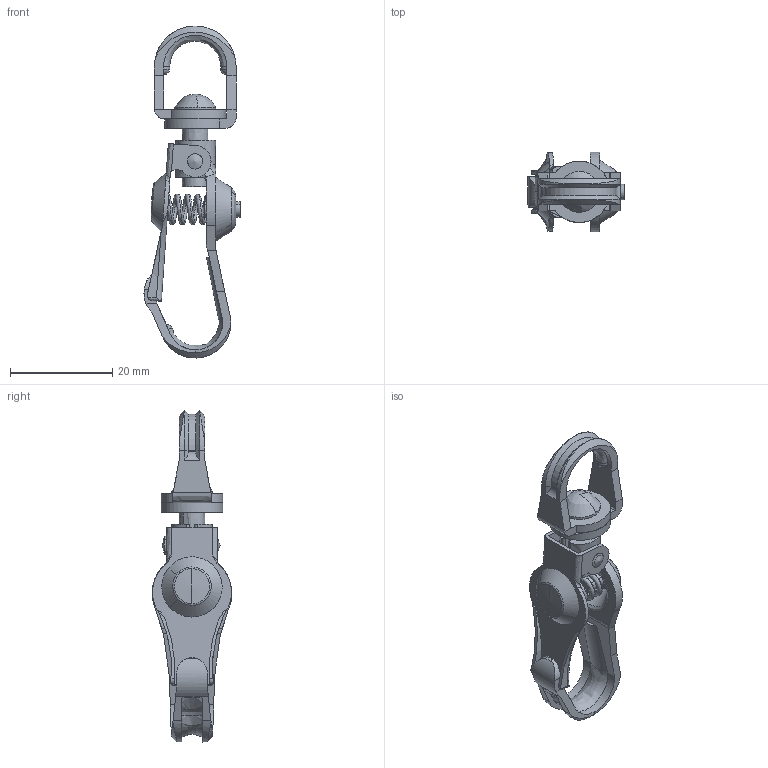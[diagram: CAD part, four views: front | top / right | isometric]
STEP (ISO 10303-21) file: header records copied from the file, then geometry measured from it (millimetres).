
FILE_DESCRIPTION((''),'2;1');
FILE_NAME('','2006-01-19T09:42:42',(''),(''),'','CADfix','');
FILE_SCHEMA(('AUTOMOTIVE_DESIGN'));
Length unit declared in the file: millimetre
Products named in the file (8): spring; stopper; ring; pin_C; pin_B; pin_A; hook; TM_108_3SUS_18816_36
Assembly tree (7 placements, depth 2):
  TM_108_3SUS_18816_36
    spring
    stopper
    ring
    pin_C
    pin_B
    pin_A
    hook
Bounding box: 18.8 x 15.58 x 65 mm (x, y, z)
Volume: 2756.1 mm3; surface area: 4711.9 mm2
Topology: 7 solids, 7 shells, 230 faces, 746 edges, 524 vertices
Faces by surface type: bspline 230
Entity records: 14024 total; most frequent: CARTESIAN_POINT 9535, ORIENTED_EDGE 1478, EDGE_CURVE 739, VERTEX_POINT 524, B_SPLINE_CURVE_WITH_KNOTS 446, QUASI_UNIFORM_CURVE 270, EDGE_LOOP 247, FACE_OUTER_BOUND 230
